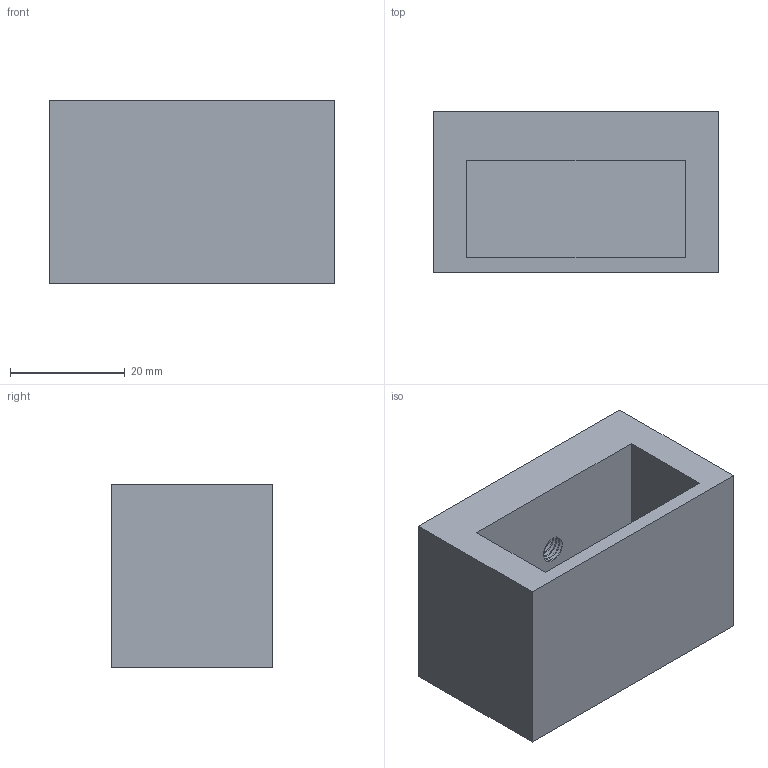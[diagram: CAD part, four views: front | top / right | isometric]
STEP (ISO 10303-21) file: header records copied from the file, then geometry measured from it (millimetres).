
FILE_DESCRIPTION(/* description */ (''),/* implementation_level */ '2;1');
FILE_NAME(/* name */ 'holder v1.step',/* time_stamp */ '2021-12-02T17:35:15-05:00',/* author */ (''),/* organization */ (''),/* preprocessor_version */ 'ST-DEVELOPER v18.1',/* originating_system */ 'Autodesk Translation Framework v10.10.0.1391',/* authorisation */ '');
FILE_SCHEMA (('AUTOMOTIVE_DESIGN { 1 0 10303 214 3 1 1 }'));
Length unit declared in the file: millimetre
Products named in the file (2): holder; holder_1
Assembly tree (1 placements, depth 2):
  holder
    holder_1
Bounding box: 49.51 x 28 x 32 mm (x, y, z)
Volume: 25476.2 mm3; surface area: 11177.1 mm2
Topology: 1 solids, 1 shells, 38 faces, 105 edges, 70 vertices
Faces by surface type: cylinder 25, plane 11, bspline 2
Full cylindrical faces by diameter (mm): 4.234 x5, 4.529 x1, 5.12 x3
Entity records: 2762 total; most frequent: CARTESIAN_POINT 1829, ORIENTED_EDGE 210, DIRECTION 139, EDGE_CURVE 105, VERTEX_POINT 70, B_SPLINE_CURVE_WITH_KNOTS 51, LINE 47, VECTOR 47
